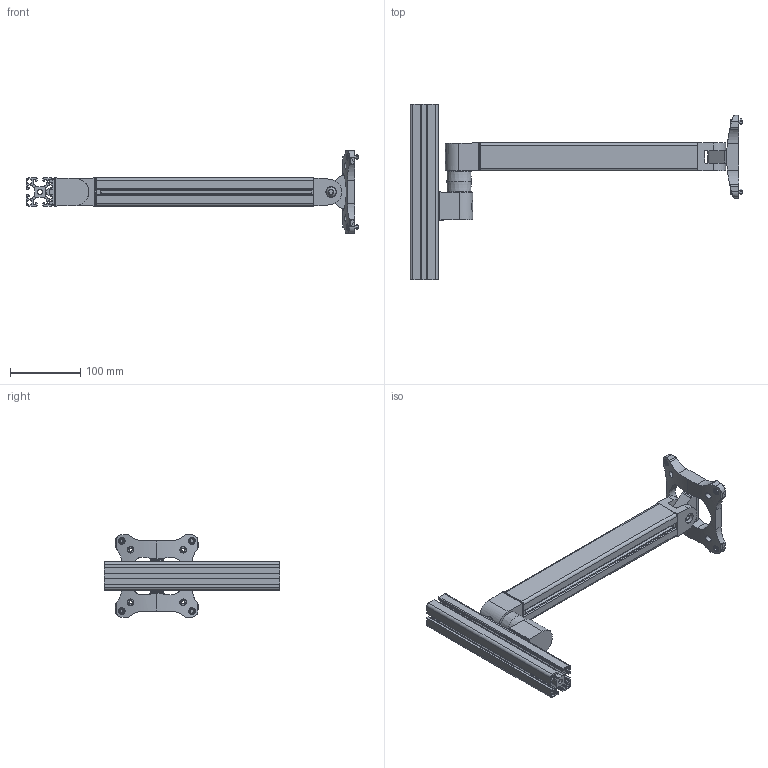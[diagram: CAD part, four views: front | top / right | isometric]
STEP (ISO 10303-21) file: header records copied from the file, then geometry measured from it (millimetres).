
FILE_DESCRIPTION(/* description */ ('STEP AP203'),/* implementation_level */ '2;1');
FILE_NAME(/* name */ '6FMVNL370S40N08(0)(0)(0)',/* time_stamp */ '2024-03-04T14:32:20+01:00',/* author */ ('License CC BY-ND 4.0'),/* organization */ ('CADENAS'),/* preprocessor_version */ 'ST-DEVELOPER v19.3',/* originating_system */ 'PARTsolutions',/* authorisation */ ' ');
FILE_SCHEMA (('CONFIG_CONTROL_DESIGN'));
Length unit declared in the file: millimetre
Products named in the file (8): 6FMVNL370S40N08(0)(0)(0); 6FMVNL370S40N08_profile; 6FMVNL370S40N08_wrist; 6FMVNL370S40N08_pipe; 6FMVNL370S40N08_arm; 6FMVNL370S40N08_wrist:_3; 6FMVNL370S40N08_conn; 6FMVNL370S40N08_adapter_2
Assembly tree (8 placements, depth 2):
  6FMVNL370S40N08(0)(0)(0)
    6FMVNL370S40N08_profile
    6FMVNL370S40N08_wrist  x2
    6FMVNL370S40N08_pipe
    6FMVNL370S40N08_arm
    6FMVNL370S40N08_wrist:_3
    6FMVNL370S40N08_conn
    6FMVNL370S40N08_adapter_2
Bounding box: 473.35 x 250 x 118.4 mm (x, y, z)
Volume: 614085.1 mm3; surface area: 358041.6 mm2
Topology: 8 solids, 8 shells, 1713 faces, 4634 edges, 3077 vertices
Faces by surface type: plane 892, cylinder 751, cone 44, torus 20, sphere 6
Full cylindrical faces by diameter (mm): 4 x4, 4.8 x2, 6.8 x1, 7 x4, 7.2 x2, 8 x8, 8.3 x1, 8.5 x2, 9 x4, 14 x2, 15 x2, 15.2 x1, 15.41 x1, 17.728 x2, 17.828 x2, 28 x2
Entity records: 58969 total; most frequent: CARTESIAN_POINT 9967, ORIENTED_EDGE 8540, DIRECTION 8504, EDGE_CURVE 4270, AXIS2_PLACEMENT_3D 2924, VERTEX_POINT 2884, LINE 2656, VECTOR 2656
